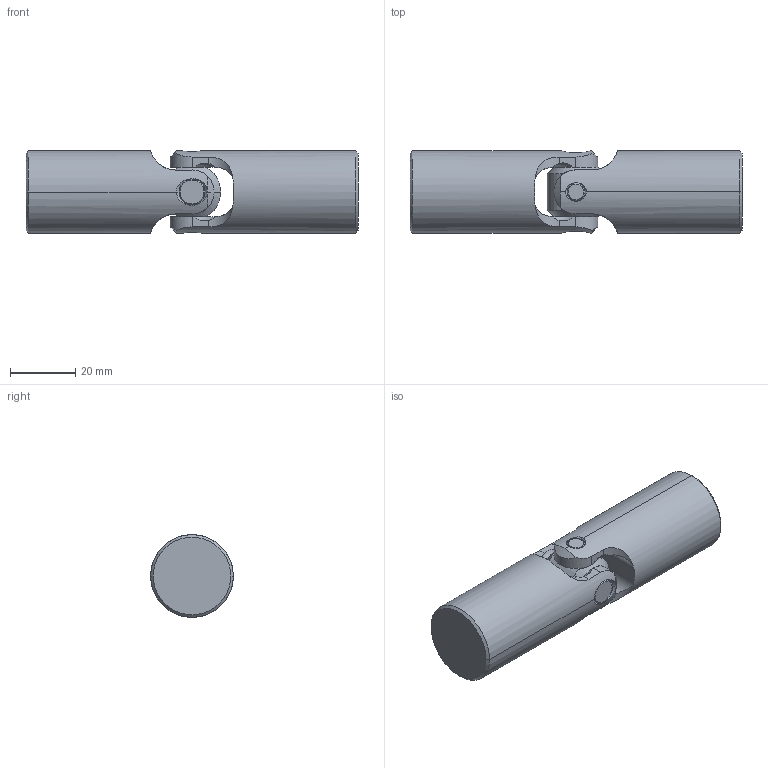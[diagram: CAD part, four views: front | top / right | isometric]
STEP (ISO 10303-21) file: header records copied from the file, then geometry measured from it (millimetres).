
FILE_DESCRIPTION (( 'STEP AP214' ), '1' );
FILE_NAME ('UJ-SS1000-316.STEP', '2018-06-12T17:23:45', ( 'rick' ), ( 'Hewlett-Packard Company' ), 'SwSTEP 2.0', 'SolidWorks 2017', '' );
FILE_SCHEMA (( 'AUTOMOTIVE_DESIGN' ));
Length unit declared in the file: inch
Products named in the file (7): SSY1000_SSY1000LH-316; RETAINING RING_SS1000-6A INSTALLED; UJ-SS1000-316; SS-5A STAINLESS LARGE PIN_SS1000-5A-316; SS-2A STAINLESS BLOCK_SS1000-2A-316; SS-3A STAINLESS SMALL PIN_SS1000-3A-316; SSY1000_SSY1000SH-316
Assembly tree (6 placements, depth 2):
  UJ-SS1000-316
    SSY1000_SSY1000LH-316
    SS-2A STAINLESS BLOCK_SS1000-2A-316
    SS-3A STAINLESS SMALL PIN_SS1000-3A-316
    SS-5A STAINLESS LARGE PIN_SS1000-5A-316
    RETAINING RING_SS1000-6A INSTALLED
    SSY1000_SSY1000SH-316
Bounding box: 101.6 x 25.27 x 25.27 mm (x, y, z)
Volume: 46218 mm3; surface area: 13110.5 mm2
Topology: 6 solids, 6 shells, 150 faces, 369 edges, 228 vertices
Faces by surface type: cylinder 55, cone 40, plane 35, torus 12, sphere 8
Entity records: 5845 total; most frequent: CARTESIAN_POINT 1990, DIRECTION 761, ORIENTED_EDGE 738, EDGE_CURVE 369, AXIS2_PLACEMENT_3D 313, VERTEX_POINT 228, EDGE_LOOP 163, CIRCLE 154
